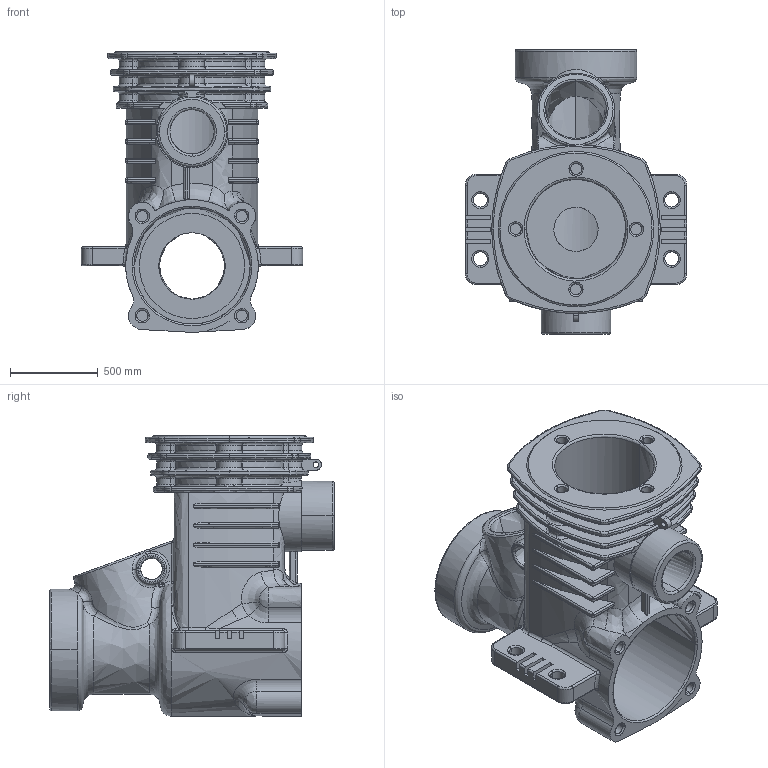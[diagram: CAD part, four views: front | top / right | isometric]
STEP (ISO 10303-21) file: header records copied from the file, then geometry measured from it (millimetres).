
FILE_DESCRIPTION(('FreeCAD Model'),'2;1');
FILE_NAME('Open CASCADE Shape Model','2025-04-17T07:01:43',('FreeCAD'),( 'FreeCAD'),'Open CASCADE STEP processor 7.6','FreeCAD','Unknown');
FILE_SCHEMA(('AUTOMOTIVE_DESIGN { 1 0 10303 214 1 1 1 1 }'));
Products named in the file (1): Open CASCADE STEP translator 7.6 1
Bounding box: 1259.81 x 1622.01 x 1598.39 mm (x, y, z)
Volume: 445739475.1 mm3; surface area: 15903480.1 mm2
Topology: 2 solids, 3 shells, 742 faces, 1768 edges, 1040 vertices
Faces by surface type: bspline 742
Entity records: 30496 total; most frequent: CARTESIAN_POINT 20781, ORIENTED_EDGE 3532, EDGE_CURVE 1766, VERTEX_POINT 1040, B_SPLINE_CURVE_WITH_KNOTS 900, FACE_BOUND 779, EDGE_LOOP 779, ADVANCED_FACE 742
